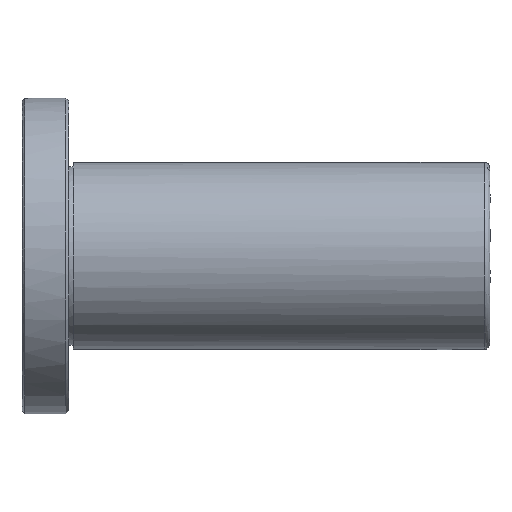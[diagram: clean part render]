
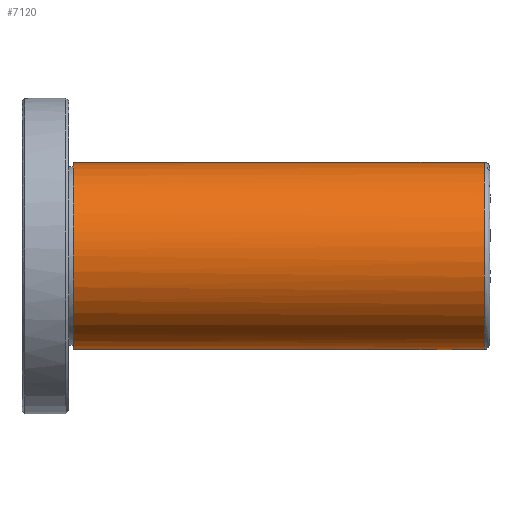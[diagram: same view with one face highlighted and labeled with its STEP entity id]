
A CAD part, front view. The second image highlights one B-rep face of the part: STEP entity #7120.
In plain terms, the highlighted free-form (B-spline) face has degree [3, 1] with [7, 2] control points.
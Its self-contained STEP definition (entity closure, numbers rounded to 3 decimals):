
#6050 = CARTESIAN_POINT ('', (79., 16., 0.));
#6060 = VERTEX_POINT ('', #6050);
#6070 = CARTESIAN_POINT ('', (79., 0., 16.));
#6080 = VERTEX_POINT ('', #6070);
#6090 = CARTESIAN_POINT ('', (79., 16., 0.));
#6100 = CARTESIAN_POINT ('', (79., 16., 10.667));
#6110 = CARTESIAN_POINT ('', (79., 8., 16.));
#6120 = CARTESIAN_POINT ('', (79., 0., 16.));
#6130 = (
   BOUNDED_CURVE ()
   B_SPLINE_CURVE (3, (#6090, #6100, #6110, #6120), .UNSPECIFIED., .F., .U.)
   B_SPLINE_CURVE_WITH_KNOTS ((4, 4), (0., 1.), .UNSPECIFIED.)
   CURVE ()
   GEOMETRIC_REPRESENTATION_ITEM ()
   RATIONAL_B_SPLINE_CURVE ((0.478, 0.478, 0.638, 0.957))
   REPRESENTATION_ITEM ('')
);
#6140 = EDGE_CURVE ('', #6060, #6080, #6130, .T.);
#6270 = CARTESIAN_POINT ('', (79., 0., 16.));
#6280 = CARTESIAN_POINT ('', (79., -32., 16.));
#6290 = CARTESIAN_POINT ('', (79., -32., -16.));
#6300 = CARTESIAN_POINT ('', (79., 0., -16.));
#6310 = CARTESIAN_POINT ('', (79., 8., -16.));
#6320 = CARTESIAN_POINT ('', (79., 16., -10.667));
#6330 = CARTESIAN_POINT ('', (79., 16., 0.));
#6340 = (
   BOUNDED_CURVE ()
   B_SPLINE_CURVE (3, (#6270, #6280, #6290, #6300, #6310, #6320, #6330), .UNSPECIFIED., .F., .U.)
   B_SPLINE_CURVE_WITH_KNOTS ((4, 3, 4), (0., 0.667, 1.), .UNSPECIFIED.)
   CURVE ()
   GEOMETRIC_REPRESENTATION_ITEM ()
   RATIONAL_B_SPLINE_CURVE ((0.957, 0.319, 0.319, 0.957, 0.638, 0.478, 0.478))
   REPRESENTATION_ITEM ('')
);
#6350 = EDGE_CURVE ('', #6080, #6060, #6340, .T.);
#6690 = ORIENTED_EDGE ('', *, *, #6140, .F.);
#6700 = CARTESIAN_POINT ('', (8.75, 16., 0.));
#6710 = VERTEX_POINT ('', #6700);
#6720 = CARTESIAN_POINT ('', (79., 16., 0.));
#6730 = CARTESIAN_POINT ('', (8.75, 16., 0.));
#6740 = B_SPLINE_CURVE_WITH_KNOTS ('', 1, (#6720, #6730), .UNSPECIFIED., .F., .U., (2, 2), (0., 1.), .UNSPECIFIED.);
#6750 = EDGE_CURVE ('', #6060, #6710, #6740, .T.);
#6760 = ORIENTED_EDGE ('', *, *, #6750, .T.);
#6770 = CARTESIAN_POINT ('', (8.75, -16., 0.));
#6780 = VERTEX_POINT ('', #6770);
#6790 = CARTESIAN_POINT ('', (8.75, 16., 0.));
#6800 = CARTESIAN_POINT ('', (8.75, 16., 32.));
#6810 = CARTESIAN_POINT ('', (8.75, -16., 32.));
#6820 = CARTESIAN_POINT ('', (8.75, -16., 0.));
#6830 = (
   BOUNDED_CURVE ()
   B_SPLINE_CURVE (3, (#6790, #6800, #6810, #6820), .UNSPECIFIED., .F., .U.)
   B_SPLINE_CURVE_WITH_KNOTS ((4, 4), (0., 1.), .UNSPECIFIED.)
   CURVE ()
   GEOMETRIC_REPRESENTATION_ITEM ()
   RATIONAL_B_SPLINE_CURVE ((1., 0.333, 0.333, 1.))
   REPRESENTATION_ITEM ('')
);
#6840 = EDGE_CURVE ('', #6710, #6780, #6830, .T.);
#6850 = ORIENTED_EDGE ('', *, *, #6840, .T.);
#6860 = CARTESIAN_POINT ('', (8.75, -16., 0.));
#6870 = CARTESIAN_POINT ('', (8.75, -16., -32.));
#6880 = CARTESIAN_POINT ('', (8.75, 16., -32.));
#6890 = CARTESIAN_POINT ('', (8.75, 16., 0.));
#6900 = (
   BOUNDED_CURVE ()
   B_SPLINE_CURVE (3, (#6860, #6870, #6880, #6890), .UNSPECIFIED., .F., .U.)
   B_SPLINE_CURVE_WITH_KNOTS ((4, 4), (0., 1.), .UNSPECIFIED.)
   CURVE ()
   GEOMETRIC_REPRESENTATION_ITEM ()
   RATIONAL_B_SPLINE_CURVE ((1., 0.333, 0.333, 1.))
   REPRESENTATION_ITEM ('')
);
#6910 = EDGE_CURVE ('', #6780, #6710, #6900, .T.);
#6920 = ORIENTED_EDGE ('', *, *, #6910, .T.);
#6930 = ORIENTED_EDGE ('', *, *, #6750, .F.);
#6940 = ORIENTED_EDGE ('', *, *, #6350, .F.);
#6950 = EDGE_LOOP ('', (#6690, #6760, #6850, #6920, #6930, #6940));
#6960 = FACE_OUTER_BOUND ('', #6950, .T.);
#6970 = CARTESIAN_POINT ('', (1.725, 16., 0.));
#6980 = CARTESIAN_POINT ('', (86.025, 16., 0.));
#6990 = CARTESIAN_POINT ('', (1.725, 16., 32.));
#7000 = CARTESIAN_POINT ('', (86.025, 16., 32.));
#7010 = CARTESIAN_POINT ('', (1.725, -16., 32.));
#7020 = CARTESIAN_POINT ('', (86.025, -16., 32.));
#7030 = CARTESIAN_POINT ('', (1.725, -16., 0.));
#7040 = CARTESIAN_POINT ('', (86.025, -16., 0.));
#7050 = CARTESIAN_POINT ('', (1.725, -16., -32.));
#7060 = CARTESIAN_POINT ('', (86.025, -16., -32.));
#7070 = CARTESIAN_POINT ('', (1.725, 16., -32.));
#7080 = CARTESIAN_POINT ('', (86.025, 16., -32.));
#7090 = CARTESIAN_POINT ('', (1.725, 16., 0.));
#7100 = CARTESIAN_POINT ('', (86.025, 16., 0.));
#7110 = (
   BOUNDED_SURFACE ()
   B_SPLINE_SURFACE (3, 1, ((#6970, #6980), (#6990, #7000), (#7010, #7020), (#7030, #7040), (#7050, #7060), (#7070, #7080), (#7090, #7100)), .UNSPECIFIED., .T., .F., .U.)
   B_SPLINE_SURFACE_WITH_KNOTS ((4, 3, 4), (2, 2), (0., 0.5, 1.), (0., 1.), .UNSPECIFIED.)
   SURFACE ()
   GEOMETRIC_REPRESENTATION_ITEM ()
   RATIONAL_B_SPLINE_SURFACE (((1., 1.), (0.333, 0.333), (0.333, 0.333), (1., 1.), (0.333, 0.333), (0.333, 0.333), (1., 1.)))
   REPRESENTATION_ITEM ('')
);
#7120 = ADVANCED_FACE ('', (#6960), #7110, .T.);
